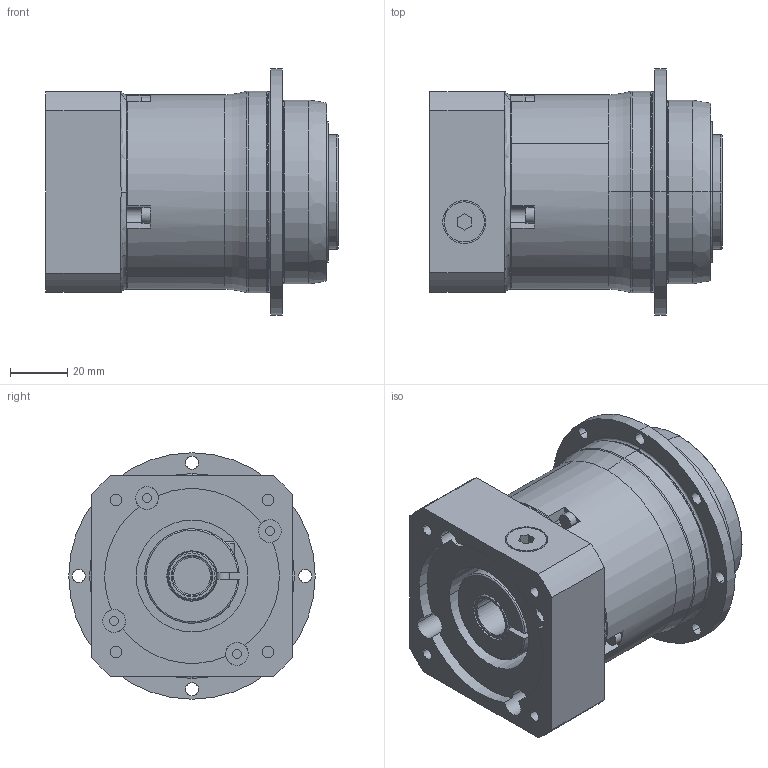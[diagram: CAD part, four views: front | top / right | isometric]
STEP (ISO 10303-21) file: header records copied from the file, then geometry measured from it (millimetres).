
FILE_DESCRIPTION(('STEP AP214'),'1');
FILE_NAME('20141208_091604249.stp','2014-12-08T08:16:07',(''),(''),'XStep 1.0','it-motive AG (itm_Acis_A0016_01R.dll)',' ');
FILE_SCHEMA(('automotive_design'));
Length unit declared in the file: millimetre
Products named in the file (6): Abtrieb_TP_m045; Antrieb_MF2_m045_C; 1; Abtriebsflansch_TP_m045_0; ADP; vs_1_point
Bounding box: 102 x 86 x 86 mm (x, y, z)
Volume: 354180.7 mm3; surface area: 70653.7 mm2
Topology: 6 solids, 6 shells, 315 faces, 789 edges, 496 vertices
Faces by surface type: cylinder 136, plane 89, torus 48, cone 42
Entity records: 12751 total; most frequent: CARTESIAN_POINT 2243, DIRECTION 1828, ORIENTED_EDGE 1542, AXIS2_PLACEMENT_3D 775, EDGE_CURVE 771, VERTEX_POINT 496, CIRCLE 454, EDGE_LOOP 377
